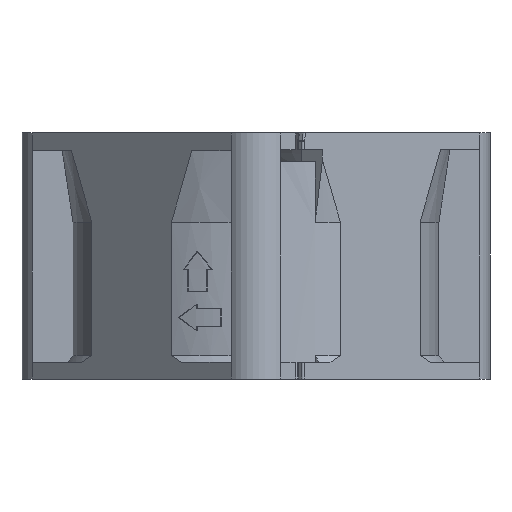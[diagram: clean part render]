
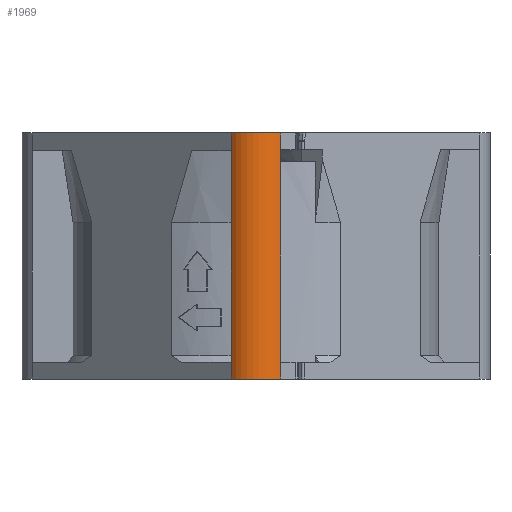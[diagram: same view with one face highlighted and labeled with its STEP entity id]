
A CAD part, left-side view. The second image highlights one B-rep face of the part: STEP entity #1969.
In plain terms, the highlighted cylindrical face has radius 4.02 mm (diameter 8.04 mm), a partial arc.
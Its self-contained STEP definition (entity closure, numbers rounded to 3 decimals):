
#121 = LINE ( 'NONE', #3085, #1921 ) ;
#154 = CARTESIAN_POINT ( 'NONE',  ( -25.583, -34.157, -24.22 ) ) ;
#494 = CARTESIAN_POINT ( 'NONE',  ( -25.583, -39.843, 0.1 ) ) ;
#679 = CARTESIAN_POINT ( 'NONE',  ( -25.583, -34.157, 0. ) ) ;
#1086 = ORIENTED_EDGE ( 'NONE', *, *, #8975, .T. ) ;
#1268 = AXIS2_PLACEMENT_3D ( 'NONE', #8135, #2913, #9022 ) ;
#1326 = DIRECTION ( 'NONE',  ( -0.707, -0.707, 0. ) ) ;
#1485 = VECTOR ( 'NONE', #3672, 1000. ) ;
#1746 = CARTESIAN_POINT ( 'NONE',  ( -25.583, -39.843, -24.22 ) ) ;
#1921 = VECTOR ( 'NONE', #2984, 1000. ) ;
#1969 = ADVANCED_FACE ( 'NONE', ( #7043 ), #4116, .T. ) ;
#1995 = CARTESIAN_POINT ( 'NONE',  ( -25.583, -39.843, -26.13 ) ) ;
#2019 = CARTESIAN_POINT ( 'NONE',  ( -25.583, -39.843, 2.01 ) ) ;
#2168 = ORIENTED_EDGE ( 'NONE', *, *, #6892, .F. ) ;
#2536 = DIRECTION ( 'NONE',  ( 0., 0., -1. ) ) ;
#2874 = VERTEX_POINT ( 'NONE', #10542 ) ;
#2913 = DIRECTION ( 'NONE',  ( 0., 0., 1. ) ) ;
#2930 = CIRCLE ( 'NONE', #6597, 4.02 ) ;
#2984 = DIRECTION ( 'NONE',  ( 0., 0., -1. ) ) ;
#3085 = CARTESIAN_POINT ( 'NONE',  ( -25.583, -34.157, 2.01 ) ) ;
#3535 = CARTESIAN_POINT ( 'NONE',  ( -25.583, -39.843, -26.13 ) ) ;
#3672 = DIRECTION ( 'NONE',  ( 0., 0., -1. ) ) ;
#3858 = LINE ( 'NONE', #154, #11899 ) ;
#4012 = ORIENTED_EDGE ( 'NONE', *, *, #9236, .T. ) ;
#4116 = CYLINDRICAL_SURFACE ( 'NONE', #12207, 4.02 ) ;
#5266 = EDGE_LOOP ( 'NONE', ( #11009, #2168, #12157, #9341, #7616, #5283, #1086, #4012 ) ) ;
#5283 = ORIENTED_EDGE ( 'NONE', *, *, #12213, .F. ) ;
#5463 = CARTESIAN_POINT ( 'NONE',  ( -25.583, -34.157, 0. ) ) ;
#6111 = DIRECTION ( 'NONE',  ( 0., 0., 1. ) ) ;
#6211 = VERTEX_POINT ( 'NONE', #1995 ) ;
#6597 = AXIS2_PLACEMENT_3D ( 'NONE', #9819, #2536, #1326 ) ;
#6766 = CIRCLE ( 'NONE', #1268, 4.02 ) ;
#6771 = DIRECTION ( 'NONE',  ( 0., -1., 0. ) ) ;
#6892 = EDGE_CURVE ( 'NONE', #6211, #7864, #2930, .T. ) ;
#7043 = FACE_OUTER_BOUND ( 'NONE', #5266, .T. ) ;
#7086 = VERTEX_POINT ( 'NONE', #7696 ) ;
#7131 = VECTOR ( 'NONE', #6111, 1000. ) ;
#7178 = EDGE_CURVE ( 'NONE', #6211, #2874, #13389, .T. ) ;
#7352 = DIRECTION ( 'NONE',  ( 0., 0., -1. ) ) ;
#7398 = CARTESIAN_POINT ( 'NONE',  ( -25.583, -34.157, -24.22 ) ) ;
#7616 = ORIENTED_EDGE ( 'NONE', *, *, #11348, .T. ) ;
#7696 = CARTESIAN_POINT ( 'NONE',  ( -25.583, -39.843, 0.1 ) ) ;
#7710 = VERTEX_POINT ( 'NONE', #7398 ) ;
#7864 = VERTEX_POINT ( 'NONE', #10698 ) ;
#7876 = DIRECTION ( 'NONE',  ( 0., 0., -1. ) ) ;
#8043 = DIRECTION ( 'NONE',  ( 0., 0., 1. ) ) ;
#8135 = CARTESIAN_POINT ( 'NONE',  ( -22.741, -37., 2.01 ) ) ;
#8187 = LINE ( 'NONE', #679, #1485 ) ;
#8975 = EDGE_CURVE ( 'NONE', #13451, #10867, #121, .T. ) ;
#9022 = DIRECTION ( 'NONE',  ( -0.707, 0.707, 0. ) ) ;
#9236 = EDGE_CURVE ( 'NONE', #10867, #7710, #8187, .T. ) ;
#9341 = ORIENTED_EDGE ( 'NONE', *, *, #12660, .T. ) ;
#9819 = CARTESIAN_POINT ( 'NONE',  ( -22.741, -37., -26.13 ) ) ;
#10143 = CARTESIAN_POINT ( 'NONE',  ( -22.741, -37., 2.573 ) ) ;
#10246 = EDGE_CURVE ( 'NONE', #7710, #7864, #3858, .T. ) ;
#10542 = CARTESIAN_POINT ( 'NONE',  ( -25.583, -39.843, -24.22 ) ) ;
#10698 = CARTESIAN_POINT ( 'NONE',  ( -25.583, -34.157, -26.13 ) ) ;
#10867 = VERTEX_POINT ( 'NONE', #5463 ) ;
#11009 = ORIENTED_EDGE ( 'NONE', *, *, #10246, .T. ) ;
#11219 = VECTOR ( 'NONE', #8043, 1000. ) ;
#11223 = VERTEX_POINT ( 'NONE', #2019 ) ;
#11348 = EDGE_CURVE ( 'NONE', #7086, #11223, #13520, .T. ) ;
#11555 = VECTOR ( 'NONE', #12026, 1000. ) ;
#11899 = VECTOR ( 'NONE', #7352, 1000. ) ;
#12026 = DIRECTION ( 'NONE',  ( 0., 0., 1. ) ) ;
#12157 = ORIENTED_EDGE ( 'NONE', *, *, #7178, .T. ) ;
#12207 = AXIS2_PLACEMENT_3D ( 'NONE', #10143, #7876, #6771 ) ;
#12213 = EDGE_CURVE ( 'NONE', #13451, #11223, #6766, .T. ) ;
#12506 = LINE ( 'NONE', #1746, #11219 ) ;
#12660 = EDGE_CURVE ( 'NONE', #2874, #7086, #12506, .T. ) ;
#12740 = CARTESIAN_POINT ( 'NONE',  ( -25.583, -34.157, 2.01 ) ) ;
#13389 = LINE ( 'NONE', #3535, #7131 ) ;
#13451 = VERTEX_POINT ( 'NONE', #12740 ) ;
#13520 = LINE ( 'NONE', #494, #11555 ) ;
